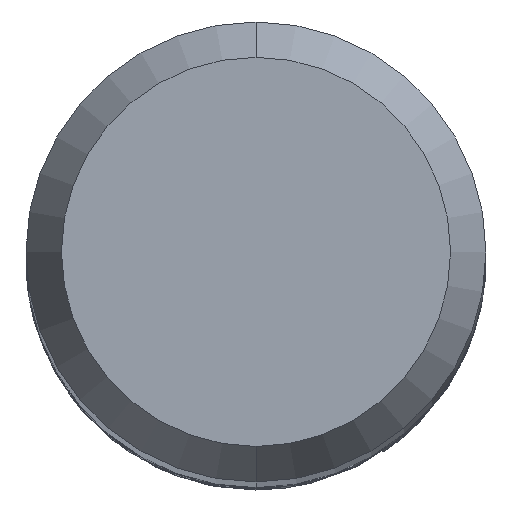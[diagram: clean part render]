
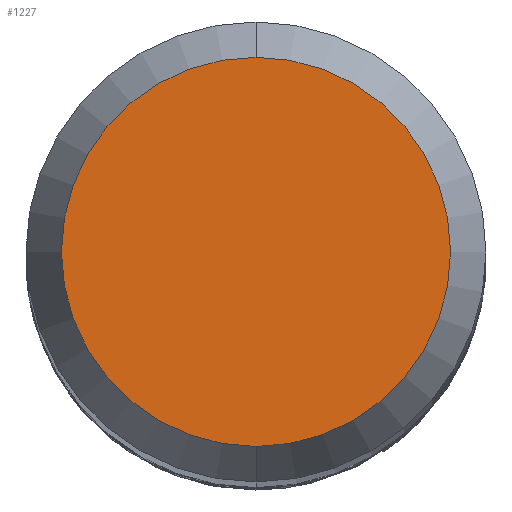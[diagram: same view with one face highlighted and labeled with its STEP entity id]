
A CAD part, top view. The second image highlights one B-rep face of the part: STEP entity #1227.
In plain terms, the highlighted planar face has unit normal (0, 0, 1).
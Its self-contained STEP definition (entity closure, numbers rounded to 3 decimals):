
#667=VERTEX_POINT('',#1662);
#777=VERTEX_POINT('',#1785);
#1191=EDGE_CURVE('',#777,#667,#2239,.T.);
#1227=ADVANCED_FACE('',(#2279),#2280,.T.);
#1235=EDGE_CURVE('',#667,#777,#2288,.T.);
#1662=CARTESIAN_POINT('',(0.,-2.538,0.0));
#1785=CARTESIAN_POINT('',(0.0,2.538,0.0));
#2239=CIRCLE('',#10688,2.538);
#2279=FACE_OUTER_BOUND('',#11256,.T.);
#2280=PLANE('',#11257);
#2288=CIRCLE('',#11272,2.538);
#10688=AXIS2_PLACEMENT_3D('',#15116,#15117,#15118);
#11256=EDGE_LOOP('',(#15178,#15179));
#11257=AXIS2_PLACEMENT_3D('',#15180,#15181,#15182);
#11272=AXIS2_PLACEMENT_3D('',#15184,#15185,#15186);
#15116=CARTESIAN_POINT('',(0.0,0.0,0.0));
#15117=DIRECTION('',(0.0,0.0,-1.0));
#15118=DIRECTION('',(0.0,1.0,0.0));
#15178=ORIENTED_EDGE('',*,*,#1191,.F.);
#15179=ORIENTED_EDGE('',*,*,#1235,.F.);
#15180=CARTESIAN_POINT('',(0.0,1.269,0.0));
#15181=DIRECTION('',(-0.0,0.0,1.0));
#15182=DIRECTION('',(0.0,-1.0,0.0));
#15184=CARTESIAN_POINT('',(0.0,0.0,0.0));
#15185=DIRECTION('',(0.0,0.0,-1.0));
#15186=DIRECTION('',(0.0,1.0,0.0));
